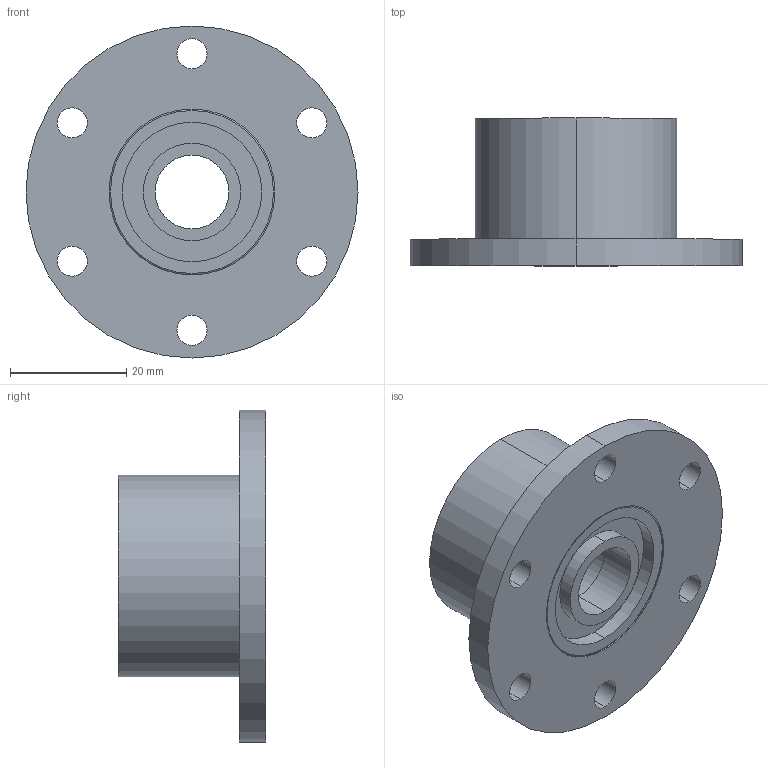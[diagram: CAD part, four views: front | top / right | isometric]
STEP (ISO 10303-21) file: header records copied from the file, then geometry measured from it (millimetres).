
FILE_DESCRIPTION (( 'STEP AP214' ), '1' );
FILE_NAME ('am-0160 500 Bearing Hub.STEP', '2014-08-20T20:40:28', ( '' ), ( '' ), 'SwSTEP 2.0', 'SolidWorks 2014', '' );
FILE_SCHEMA (( 'AUTOMOTIVE_DESIGN' ));
Length unit declared in the file: inch
Products named in the file (3): am-0029 0.5'''' id Bearing (R8); am-0160 500 Bearing Hub (Hub Only); am-0160 500 Bearing Hub
Assembly tree (5 placements, depth 2):
  am-0160 500 Bearing Hub
    am-0160 500 Bearing Hub (Hub Only)
    am-0029 0.5'''' id Bearing (R8)  x4
Bounding box: 57.15 x 25.4 x 57.15 mm (x, y, z)
Volume: 22809.7 mm3; surface area: 19330.8 mm2
Topology: 5 solids, 5 shells, 109 faces, 230 edges, 148 vertices
Faces by surface type: cylinder 66, plane 27, torus 16
Entity records: 1428 total; most frequent: DIRECTION 268, CARTESIAN_POINT 213, ORIENTED_EDGE 196, AXIS2_PLACEMENT_3D 119, EDGE_CURVE 98, CIRCLE 68, EDGE_LOOP 64, VERTEX_POINT 64
